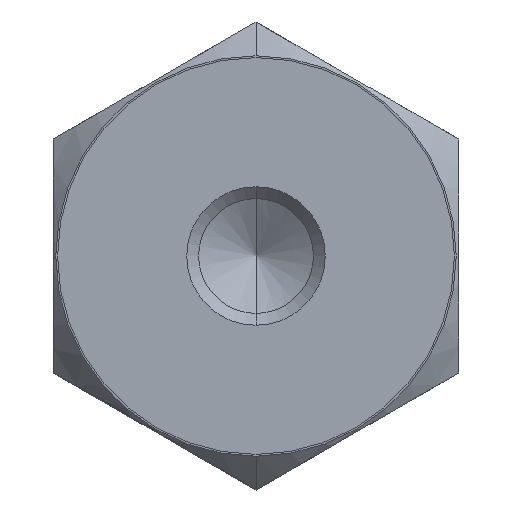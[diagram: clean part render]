
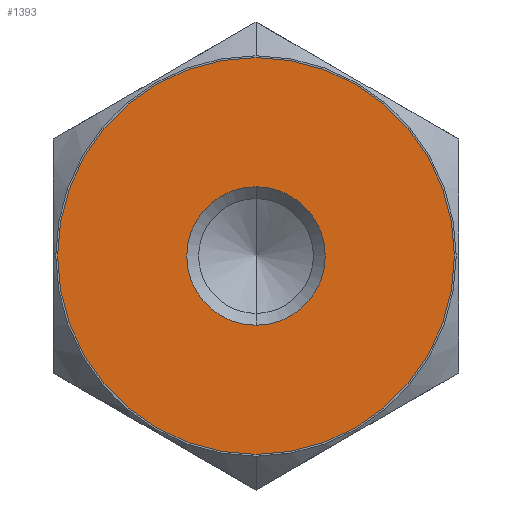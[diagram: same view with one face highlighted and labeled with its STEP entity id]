
A CAD part, front view. The second image highlights one B-rep face of the part: STEP entity #1393.
In plain terms, the highlighted planar face has unit normal (0, -1, 0).
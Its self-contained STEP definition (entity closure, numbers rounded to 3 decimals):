
#682=CARTESIAN_POINT('',(0.,-27.,0.));
#683=DIRECTION('',(0.,-1.,0.));
#684=DIRECTION('',(0.,0.,1.));
#685=AXIS2_PLACEMENT_3D('',#682,#683,#684);
#690=CARTESIAN_POINT('',(0.,-27.,0.));
#691=DIRECTION('',(0.,-1.,0.));
#692=DIRECTION('',(0.,0.,-1.));
#693=AXIS2_PLACEMENT_3D('',#690,#691,#692);
#698=CARTESIAN_POINT('',(0.,-27.,0.));
#699=DIRECTION('',(0.,1.,0.));
#700=DIRECTION('',(0.,0.,-1.));
#701=AXIS2_PLACEMENT_3D('',#698,#699,#700);
#706=CARTESIAN_POINT('',(0.,-27.,0.));
#707=DIRECTION('',(0.,1.,0.));
#708=DIRECTION('',(0.,0.,1.));
#709=AXIS2_PLACEMENT_3D('',#706,#707,#708);
#870=CARTESIAN_POINT('',(0.,-27.,-11.75));
#872=VERTEX_POINT('',#870);
#874=CARTESIAN_POINT('',(0.,-27.,11.75));
#876=VERTEX_POINT('',#874);
#878=CARTESIAN_POINT('',(0.,-27.,-4.1));
#879=VERTEX_POINT('',#878);
#880=CARTESIAN_POINT('',(0.,-27.,4.1));
#881=VERTEX_POINT('',#880);
#1378=CARTESIAN_POINT('',(17.5,-27.,0.));
#1379=DIRECTION('',(0.,-1.,0.));
#1380=DIRECTION('',(0.,0.,-1.));
#1381=AXIS2_PLACEMENT_3D('',#1378,#1379,#1380);
#1382=PLANE('',#1381);
#1383=ORIENTED_EDGE('',*,*,#1372,.F.);
#1384=ORIENTED_EDGE('',*,*,#1358,.F.);
#1385=EDGE_LOOP('',(#1383,#1384));
#1386=FACE_OUTER_BOUND('',#1385,.F.);
#1388=ORIENTED_EDGE('',*,*,#1387,.F.);
#1390=ORIENTED_EDGE('',*,*,#1389,.F.);
#1391=EDGE_LOOP('',(#1388,#1390));
#1392=FACE_BOUND('',#1391,.F.);
#1393=ADVANCED_FACE('',(#1386,#1392),#1382,.T.);
#686=CIRCLE('',#685,11.75);
#694=CIRCLE('',#693,11.75);
#702=CIRCLE('',#701,4.1);
#710=CIRCLE('',#709,4.1);
#1358=EDGE_CURVE('',#872,#876,#694,.T.);
#1372=EDGE_CURVE('',#876,#872,#686,.T.);
#1387=EDGE_CURVE('',#879,#881,#702,.T.);
#1389=EDGE_CURVE('',#881,#879,#710,.T.);
